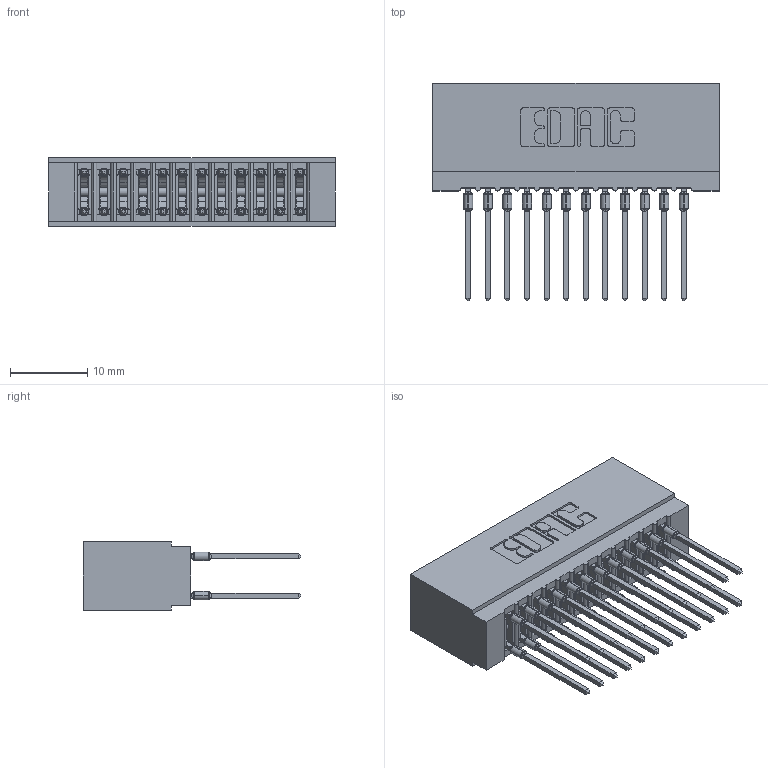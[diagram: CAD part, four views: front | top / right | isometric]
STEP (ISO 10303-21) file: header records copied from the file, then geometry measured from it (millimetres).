
FILE_DESCRIPTION (( 'STEP AP203' ), '1' );
FILE_NAME ('725-024-540-201.STEP', '2026-02-24T16:58:06', ( '' ), ( '' ), 'SwSTEP 2.0', 'SolidWorks 2023', '' );
FILE_SCHEMA (( 'CONFIG_CONTROL_DESIGN' ));
Length unit declared in the file: millimetre
Products named in the file (3): 725-024-540-201; 745-292-001_540; 725 Part_Insulator Option - 01
Assembly tree (25 placements, depth 2):
  725-024-540-201
    725 Part_Insulator Option - 01
    745-292-001_540  x24
Bounding box: 37.08 x 28.21 x 8.89 mm (x, y, z)
Volume: 3162.8 mm3; surface area: 6317.6 mm2
Topology: 25 solids, 25 shells, 2243 faces, 6026 edges, 3792 vertices
Faces by surface type: plane 1159, bspline 480, cylinder 460, torus 144
Entity records: 24262 total; most frequent: CARTESIAN_POINT 4719, ORIENTED_EDGE 4094, DIRECTION 3605, EDGE_CURVE 2047, VECTOR 1793, LINE 1793, VERTEX_POINT 1308, AXIS2_PLACEMENT_3D 906
